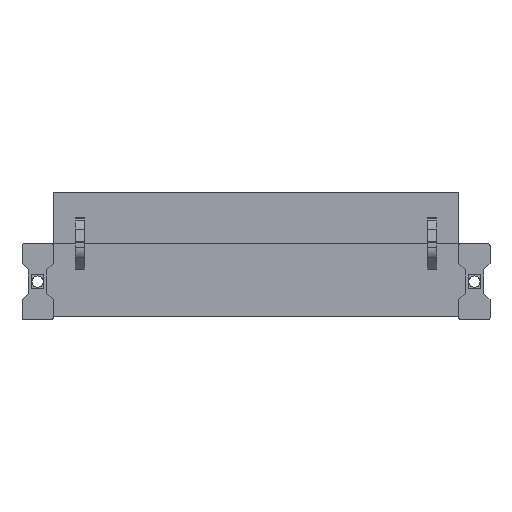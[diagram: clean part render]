
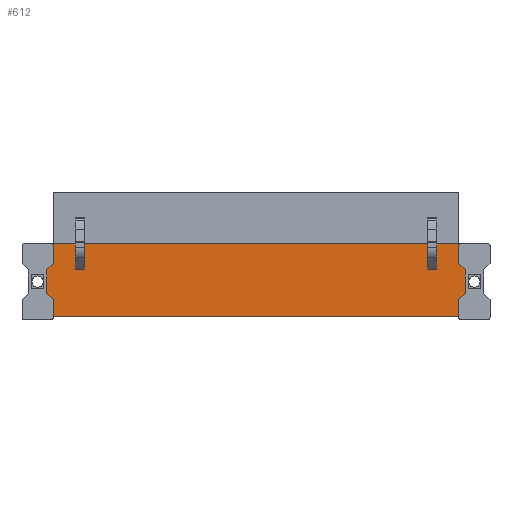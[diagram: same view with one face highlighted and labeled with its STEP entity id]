
A CAD part, top view. The second image highlights one B-rep face of the part: STEP entity #612.
In plain terms, the highlighted planar face has unit normal (0, 0, 1).
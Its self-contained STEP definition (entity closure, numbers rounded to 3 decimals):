
#446=AXIS2_PLACEMENT_3D('Plane Axis2P3D',#443,#444,#445) ;
#49=CARTESIAN_POINT('Vertex',(71.12,0.4,10.95)) ;
#52=CARTESIAN_POINT('Line Origine',(38.1,0.4,10.95)) ;
#56=CARTESIAN_POINT('Vertex',(5.08,0.4,10.95)) ;
#385=CARTESIAN_POINT('Line Origine',(5.08,12.175,10.95)) ;
#389=CARTESIAN_POINT('Vertex',(5.08,12.05,10.95)) ;
#391=CARTESIAN_POINT('Vertex',(5.08,12.3,10.95)) ;
#443=CARTESIAN_POINT('Axis2P3D Location',(5.08,0.4,10.95)) ;
#448=CARTESIAN_POINT('Line Origine',(5.08,10.57,10.95)) ;
#452=CARTESIAN_POINT('Vertex',(5.08,9.09,10.95)) ;
#455=CARTESIAN_POINT('Line Origine',(4.56,8.57,10.95)) ;
#459=CARTESIAN_POINT('Vertex',(4.04,8.05,10.95)) ;
#462=CARTESIAN_POINT('Line Origine',(4.04,6.15,10.95)) ;
#466=CARTESIAN_POINT('Vertex',(4.04,4.25,10.95)) ;
#469=CARTESIAN_POINT('Line Origine',(4.56,3.73,10.95)) ;
#473=CARTESIAN_POINT('Vertex',(5.08,3.21,10.95)) ;
#476=CARTESIAN_POINT('Line Origine',(5.08,1.805,10.95)) ;
#481=CARTESIAN_POINT('Line Origine',(71.12,1.805,10.95)) ;
#485=CARTESIAN_POINT('Vertex',(71.12,3.21,10.95)) ;
#488=CARTESIAN_POINT('Line Origine',(71.64,3.73,10.95)) ;
#492=CARTESIAN_POINT('Vertex',(72.16,4.25,10.95)) ;
#495=CARTESIAN_POINT('Line Origine',(72.16,6.15,10.95)) ;
#499=CARTESIAN_POINT('Vertex',(72.16,8.05,10.95)) ;
#502=CARTESIAN_POINT('Line Origine',(71.64,8.57,10.95)) ;
#506=CARTESIAN_POINT('Vertex',(71.12,9.09,10.95)) ;
#509=CARTESIAN_POINT('Line Origine',(71.12,10.57,10.95)) ;
#513=CARTESIAN_POINT('Vertex',(71.12,12.05,10.95)) ;
#516=CARTESIAN_POINT('Line Origine',(71.12,12.175,10.95)) ;
#520=CARTESIAN_POINT('Vertex',(71.12,12.3,10.95)) ;
#523=CARTESIAN_POINT('Line Origine',(38.1,12.3,10.95)) ;
#544=CARTESIAN_POINT('Line Origine',(66.79,12.269,10.95)) ;
#548=CARTESIAN_POINT('Vertex',(67.54,12.269,10.95)) ;
#550=CARTESIAN_POINT('Vertex',(66.04,12.269,10.95)) ;
#553=CARTESIAN_POINT('Line Origine',(67.54,10.234,10.95)) ;
#557=CARTESIAN_POINT('Vertex',(67.54,8.2,10.95)) ;
#560=CARTESIAN_POINT('Line Origine',(66.79,8.2,10.95)) ;
#564=CARTESIAN_POINT('Vertex',(66.04,8.2,10.95)) ;
#567=CARTESIAN_POINT('Line Origine',(66.04,10.234,10.95)) ;
#578=CARTESIAN_POINT('Line Origine',(10.16,10.234,10.95)) ;
#582=CARTESIAN_POINT('Vertex',(10.16,12.269,10.95)) ;
#584=CARTESIAN_POINT('Vertex',(10.16,8.2,10.95)) ;
#587=CARTESIAN_POINT('Line Origine',(9.41,8.2,10.95)) ;
#591=CARTESIAN_POINT('Vertex',(8.66,8.2,10.95)) ;
#594=CARTESIAN_POINT('Line Origine',(8.66,10.234,10.95)) ;
#598=CARTESIAN_POINT('Vertex',(8.66,12.269,10.95)) ;
#601=CARTESIAN_POINT('Line Origine',(9.41,12.269,10.95)) ;
#53=DIRECTION('Vector Direction',(1.,0.,0.)) ;
#386=DIRECTION('Vector Direction',(0.,1.,0.)) ;
#444=DIRECTION('Axis2P3D Direction',(0.,0.,1.)) ;
#445=DIRECTION('Axis2P3D XDirection',(1.,0.,0.)) ;
#449=DIRECTION('Vector Direction',(0.,1.,0.)) ;
#456=DIRECTION('Vector Direction',(-0.707,-0.707,0.)) ;
#463=DIRECTION('Vector Direction',(0.,-1.,0.)) ;
#470=DIRECTION('Vector Direction',(0.707,-0.707,0.)) ;
#477=DIRECTION('Vector Direction',(0.,1.,0.)) ;
#482=DIRECTION('Vector Direction',(0.,1.,0.)) ;
#489=DIRECTION('Vector Direction',(-0.707,-0.707,0.)) ;
#496=DIRECTION('Vector Direction',(0.,-1.,0.)) ;
#503=DIRECTION('Vector Direction',(0.707,-0.707,0.)) ;
#510=DIRECTION('Vector Direction',(0.,1.,0.)) ;
#517=DIRECTION('Vector Direction',(0.,1.,0.)) ;
#524=DIRECTION('Vector Direction',(1.,0.,0.)) ;
#545=DIRECTION('Vector Direction',(1.,0.,0.)) ;
#554=DIRECTION('Vector Direction',(0.,1.,0.)) ;
#561=DIRECTION('Vector Direction',(1.,0.,0.)) ;
#568=DIRECTION('Vector Direction',(0.,1.,0.)) ;
#579=DIRECTION('Vector Direction',(0.,1.,0.)) ;
#588=DIRECTION('Vector Direction',(1.,0.,0.)) ;
#595=DIRECTION('Vector Direction',(0.,1.,0.)) ;
#602=DIRECTION('Vector Direction',(1.,0.,0.)) ;
#54=VECTOR('Line Direction',#53,1.) ;
#387=VECTOR('Line Direction',#386,1.) ;
#450=VECTOR('Line Direction',#449,1.) ;
#457=VECTOR('Line Direction',#456,1.) ;
#464=VECTOR('Line Direction',#463,1.) ;
#471=VECTOR('Line Direction',#470,1.) ;
#478=VECTOR('Line Direction',#477,1.) ;
#483=VECTOR('Line Direction',#482,1.) ;
#490=VECTOR('Line Direction',#489,1.) ;
#497=VECTOR('Line Direction',#496,1.) ;
#504=VECTOR('Line Direction',#503,1.) ;
#511=VECTOR('Line Direction',#510,1.) ;
#518=VECTOR('Line Direction',#517,1.) ;
#525=VECTOR('Line Direction',#524,1.) ;
#546=VECTOR('Line Direction',#545,1.) ;
#555=VECTOR('Line Direction',#554,1.) ;
#562=VECTOR('Line Direction',#561,1.) ;
#569=VECTOR('Line Direction',#568,1.) ;
#580=VECTOR('Line Direction',#579,1.) ;
#589=VECTOR('Line Direction',#588,1.) ;
#596=VECTOR('Line Direction',#595,1.) ;
#603=VECTOR('Line Direction',#602,1.) ;
#529=ORIENTED_EDGE('',*,*,#393,.F.) ;
#530=ORIENTED_EDGE('',*,*,#454,.F.) ;
#531=ORIENTED_EDGE('',*,*,#461,.T.) ;
#532=ORIENTED_EDGE('',*,*,#468,.T.) ;
#533=ORIENTED_EDGE('',*,*,#475,.T.) ;
#534=ORIENTED_EDGE('',*,*,#480,.F.) ;
#535=ORIENTED_EDGE('',*,*,#58,.F.) ;
#536=ORIENTED_EDGE('',*,*,#487,.T.) ;
#537=ORIENTED_EDGE('',*,*,#494,.F.) ;
#538=ORIENTED_EDGE('',*,*,#501,.F.) ;
#539=ORIENTED_EDGE('',*,*,#508,.F.) ;
#540=ORIENTED_EDGE('',*,*,#515,.T.) ;
#541=ORIENTED_EDGE('',*,*,#522,.T.) ;
#542=ORIENTED_EDGE('',*,*,#527,.F.) ;
#573=ORIENTED_EDGE('',*,*,#552,.F.) ;
#574=ORIENTED_EDGE('',*,*,#559,.T.) ;
#575=ORIENTED_EDGE('',*,*,#566,.T.) ;
#576=ORIENTED_EDGE('',*,*,#571,.F.) ;
#607=ORIENTED_EDGE('',*,*,#586,.T.) ;
#608=ORIENTED_EDGE('',*,*,#593,.F.) ;
#609=ORIENTED_EDGE('',*,*,#600,.F.) ;
#610=ORIENTED_EDGE('',*,*,#605,.T.) ;
#577=FACE_BOUND('',#572,.T.) ;
#611=FACE_BOUND('',#606,.T.) ;
#612=ADVANCED_FACE('BLL5.08/13/90FI 3.2SN OR 1843860000',(#543,#577,#611),#447,.T.) ;
#58=EDGE_CURVE('',#50,#57,#55,.F.) ;
#393=EDGE_CURVE('',#390,#392,#388,.T.) ;
#454=EDGE_CURVE('',#453,#390,#451,.T.) ;
#461=EDGE_CURVE('',#453,#460,#458,.T.) ;
#468=EDGE_CURVE('',#460,#467,#465,.T.) ;
#475=EDGE_CURVE('',#467,#474,#472,.T.) ;
#480=EDGE_CURVE('',#57,#474,#479,.T.) ;
#487=EDGE_CURVE('',#50,#486,#484,.T.) ;
#494=EDGE_CURVE('',#493,#486,#491,.T.) ;
#501=EDGE_CURVE('',#500,#493,#498,.T.) ;
#508=EDGE_CURVE('',#507,#500,#505,.T.) ;
#515=EDGE_CURVE('',#507,#514,#512,.T.) ;
#522=EDGE_CURVE('',#514,#521,#519,.T.) ;
#527=EDGE_CURVE('',#392,#521,#526,.T.) ;
#552=EDGE_CURVE('',#549,#551,#547,.F.) ;
#559=EDGE_CURVE('',#549,#558,#556,.F.) ;
#566=EDGE_CURVE('',#558,#565,#563,.F.) ;
#571=EDGE_CURVE('',#551,#565,#570,.F.) ;
#586=EDGE_CURVE('',#583,#585,#581,.F.) ;
#593=EDGE_CURVE('',#592,#585,#590,.T.) ;
#600=EDGE_CURVE('',#599,#592,#597,.F.) ;
#605=EDGE_CURVE('',#599,#583,#604,.T.) ;
#528=EDGE_LOOP('',(#529,#530,#531,#532,#533,#534,#535,#536,#537,#538,#539,#540,#541,#542)) ;
#572=EDGE_LOOP('',(#573,#574,#575,#576)) ;
#606=EDGE_LOOP('',(#607,#608,#609,#610)) ;
#543=FACE_OUTER_BOUND('',#528,.T.) ;
#55=LINE('Line',#52,#54) ;
#388=LINE('Line',#385,#387) ;
#451=LINE('Line',#448,#450) ;
#458=LINE('Line',#455,#457) ;
#465=LINE('Line',#462,#464) ;
#472=LINE('Line',#469,#471) ;
#479=LINE('Line',#476,#478) ;
#484=LINE('Line',#481,#483) ;
#491=LINE('Line',#488,#490) ;
#498=LINE('Line',#495,#497) ;
#505=LINE('Line',#502,#504) ;
#512=LINE('Line',#509,#511) ;
#519=LINE('Line',#516,#518) ;
#526=LINE('Line',#523,#525) ;
#547=LINE('Line',#544,#546) ;
#556=LINE('Line',#553,#555) ;
#563=LINE('Line',#560,#562) ;
#570=LINE('Line',#567,#569) ;
#581=LINE('Line',#578,#580) ;
#590=LINE('Line',#587,#589) ;
#597=LINE('Line',#594,#596) ;
#604=LINE('Line',#601,#603) ;
#447=PLANE('',#446) ;
#50=VERTEX_POINT('',#49) ;
#57=VERTEX_POINT('',#56) ;
#390=VERTEX_POINT('',#389) ;
#392=VERTEX_POINT('',#391) ;
#453=VERTEX_POINT('',#452) ;
#460=VERTEX_POINT('',#459) ;
#467=VERTEX_POINT('',#466) ;
#474=VERTEX_POINT('',#473) ;
#486=VERTEX_POINT('',#485) ;
#493=VERTEX_POINT('',#492) ;
#500=VERTEX_POINT('',#499) ;
#507=VERTEX_POINT('',#506) ;
#514=VERTEX_POINT('',#513) ;
#521=VERTEX_POINT('',#520) ;
#549=VERTEX_POINT('',#548) ;
#551=VERTEX_POINT('',#550) ;
#558=VERTEX_POINT('',#557) ;
#565=VERTEX_POINT('',#564) ;
#583=VERTEX_POINT('',#582) ;
#585=VERTEX_POINT('',#584) ;
#592=VERTEX_POINT('',#591) ;
#599=VERTEX_POINT('',#598) ;
